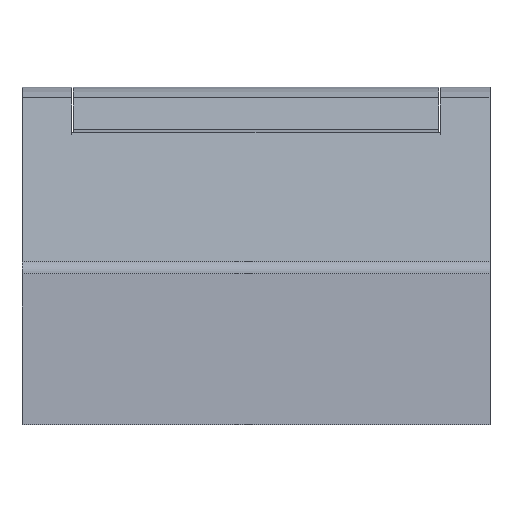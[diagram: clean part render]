
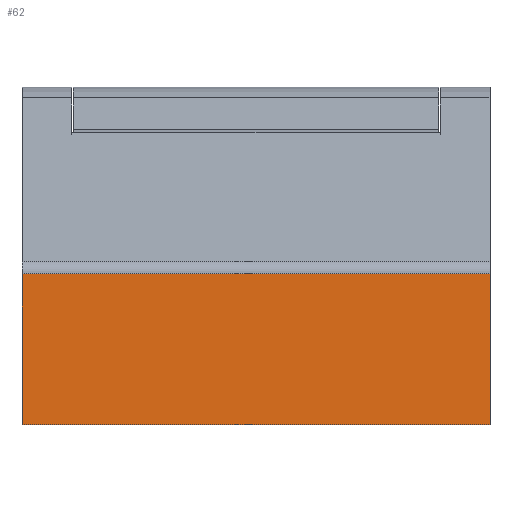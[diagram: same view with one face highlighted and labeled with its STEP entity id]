
A CAD part, top view. The second image highlights one B-rep face of the part: STEP entity #62.
In plain terms, the highlighted planar face has unit normal (0, 0.018, 1).
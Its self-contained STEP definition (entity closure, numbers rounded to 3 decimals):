
#62=ADVANCED_FACE('',(#197),#198,.T.);
#197=FACE_OUTER_BOUND('',#458,.T.);
#198=PLANE('',#459);
#458=EDGE_LOOP('',(#763,#764,#765,#766));
#459=AXIS2_PLACEMENT_3D('',#767,#768,#769);
#763=ORIENTED_EDGE('',*,*,#1775,.F.);
#764=ORIENTED_EDGE('',*,*,#1776,.F.);
#765=ORIENTED_EDGE('',*,*,#1765,.T.);
#766=ORIENTED_EDGE('',*,*,#1774,.F.);
#767=CARTESIAN_POINT('',(20.0,0.0,0.0));
#768=DIRECTION('',(0.0,0.017,1.));
#769=DIRECTION('',(1.0,-0.0,0.0));
#1765=EDGE_CURVE('',#2117,#2118,#2119,.T.);
#1774=EDGE_CURVE('',#2132,#2118,#2134,.T.);
#1775=EDGE_CURVE('',#2135,#2132,#2136,.T.);
#1776=EDGE_CURVE('',#2117,#2135,#2137,.T.);
#2117=VERTEX_POINT('',#2704);
#2118=VERTEX_POINT('',#2705);
#2119=LINE('',#2706,#2707);
#2132=VERTEX_POINT('',#2725);
#2134=LINE('',#2727,#2728);
#2135=VERTEX_POINT('',#2729);
#2136=LINE('',#2730,#2731);
#2137=LINE('',#2732,#2733);
#2704=CARTESIAN_POINT('',(20.0,0.0,0.0));
#2705=CARTESIAN_POINT('',(20.0,12.881,-0.225));
#2706=CARTESIAN_POINT('',(20.0,0.0,0.0));
#2707=VECTOR('',#3644,12.883);
#2725=CARTESIAN_POINT('',(-20.0,12.881,-0.225));
#2727=CARTESIAN_POINT('',(-20.0,12.881,-0.225));
#2728=VECTOR('',#3659,40.0);
#2729=CARTESIAN_POINT('',(-20.0,0.0,0.0));
#2730=CARTESIAN_POINT('',(-20.0,0.0,0.0));
#2731=VECTOR('',#3660,12.883);
#2732=CARTESIAN_POINT('',(20.0,0.0,0.0));
#2733=VECTOR('',#3661,40.0);
#3644=DIRECTION('',(0.0,1.,-0.017));
#3659=DIRECTION('',(1.0,0.0,0.0));
#3660=DIRECTION('',(0.0,1.,-0.017));
#3661=DIRECTION('',(-1.0,0.0,0.0));
